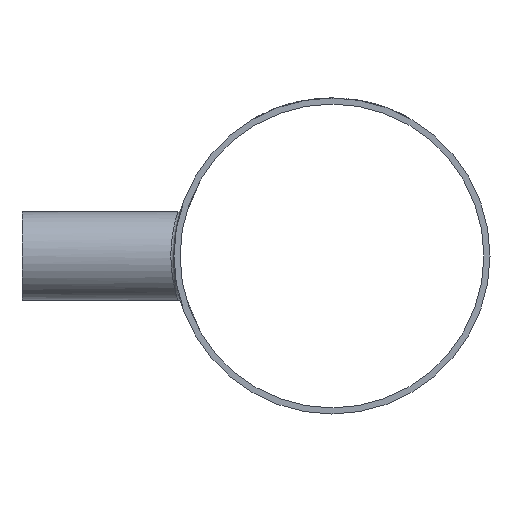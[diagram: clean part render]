
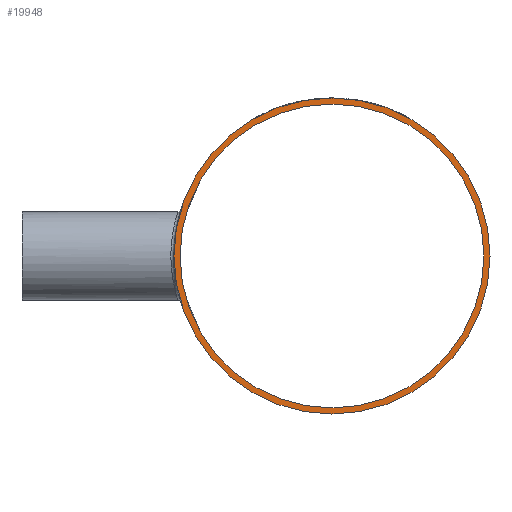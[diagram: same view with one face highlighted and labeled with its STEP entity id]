
A CAD part, left-side view. The second image highlights one B-rep face of the part: STEP entity #19948.
In plain terms, the highlighted planar face has unit normal (-1, 0, 0).
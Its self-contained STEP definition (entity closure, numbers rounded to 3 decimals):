
#310 = EDGE_CURVE ( 'NONE', #17251, #17251, #17973, .T. ) ;
#1939 = CARTESIAN_POINT ( 'NONE',  ( -155., 0., 0. ) ) ;
#2760 = CARTESIAN_POINT ( 'NONE',  ( -155., 0., 50. ) ) ;
#3144 = FACE_BOUND ( 'NONE', #18592, .T. ) ;
#4162 = AXIS2_PLACEMENT_3D ( 'NONE', #6905, #14190, #4975 ) ;
#4975 = DIRECTION ( 'NONE',  ( 0., 0., 1. ) ) ;
#5492 = ORIENTED_EDGE ( 'NONE', *, *, #18344, .F. ) ;
#5922 = CARTESIAN_POINT ( 'NONE',  ( -155., 0., 0. ) ) ;
#6827 = CIRCLE ( 'NONE', #19047, 50. ) ;
#6859 = ORIENTED_EDGE ( 'NONE', *, *, #310, .T. ) ;
#6905 = CARTESIAN_POINT ( 'NONE',  ( -155., 0., 0. ) ) ;
#7712 = AXIS2_PLACEMENT_3D ( 'NONE', #1939, #18356, #20393 ) ;
#9686 = EDGE_LOOP ( 'NONE', ( #6859 ) ) ;
#10232 = VERTEX_POINT ( 'NONE', #2760 ) ;
#14190 = DIRECTION ( 'NONE',  ( -1., 0., 0. ) ) ;
#16782 = DIRECTION ( 'NONE',  ( 0., 0., 1. ) ) ;
#17251 = VERTEX_POINT ( 'NONE', #19299 ) ;
#17973 = CIRCLE ( 'NONE', #7712, 52. ) ;
#18344 = EDGE_CURVE ( 'NONE', #10232, #10232, #6827, .T. ) ;
#18355 = DIRECTION ( 'NONE',  ( -1., 0., 0. ) ) ;
#18356 = DIRECTION ( 'NONE',  ( -1., 0., 0. ) ) ;
#18592 = EDGE_LOOP ( 'NONE', ( #5492 ) ) ;
#19047 = AXIS2_PLACEMENT_3D ( 'NONE', #5922, #18355, #16782 ) ;
#19299 = CARTESIAN_POINT ( 'NONE',  ( -155., 0., 52. ) ) ;
#19809 = FACE_OUTER_BOUND ( 'NONE', #9686, .T. ) ;
#19948 = ADVANCED_FACE ( 'NONE', ( #3144, #19809 ), #21604, .T. ) ;
#20393 = DIRECTION ( 'NONE',  ( 0., 0., 1. ) ) ;
#21604 = PLANE ( 'NONE',  #4162 ) ;
